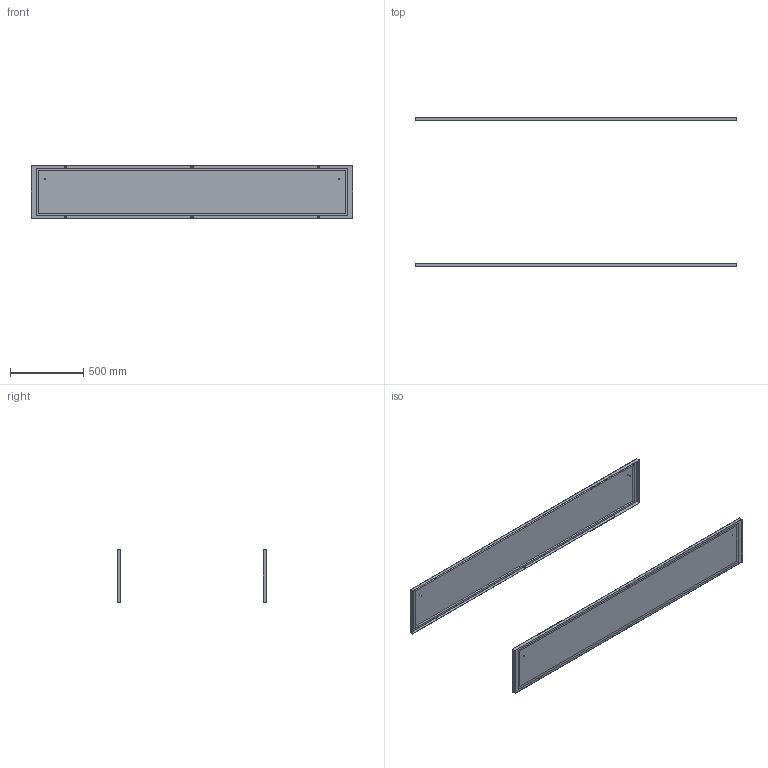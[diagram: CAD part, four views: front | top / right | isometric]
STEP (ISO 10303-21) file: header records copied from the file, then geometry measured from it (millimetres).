
FILE_DESCRIPTION (( 'STEP AP214' ), '1' );
FILE_NAME ('DLK224.STEP', '2025-10-14T19:05:10', ( '' ), ( '' ), 'SwSTEP 2.0', 'SolidWorks 2024', '' );
FILE_SCHEMA (( 'AUTOMOTIVE_DESIGN' ));
Length unit declared in the file: inch
Products named in the file (1): DLK224
Bounding box: 2184 x 1017.8 x 359 mm (x, y, z)
Volume: 3449574.3 mm3; surface area: 3637977.9 mm2
Topology: 2 solids, 2 shells, 460 faces, 1188 edges, 792 vertices
Faces by surface type: plane 224, cylinder 196, cone 16, torus 12, sphere 12
Full cylindrical faces by diameter (mm): 6 x16, 7 x4, 9 x12, 14 x12
Entity records: 13386 total; most frequent: DIRECTION 2394, CARTESIAN_POINT 2301, ORIENTED_EDGE 2128, EDGE_CURVE 1064, AXIS2_PLACEMENT_3D 877, VERTEX_POINT 752, LINE 640, VECTOR 640
